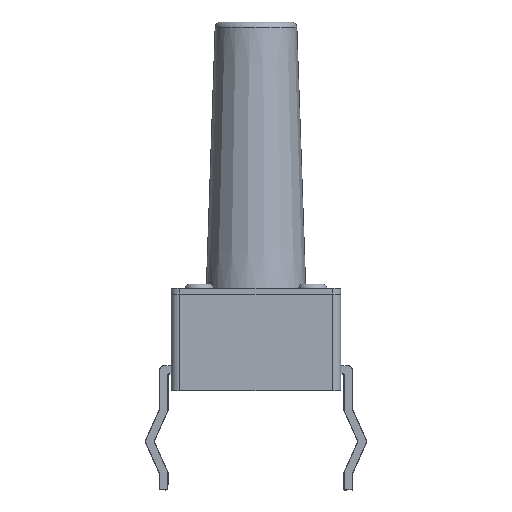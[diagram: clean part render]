
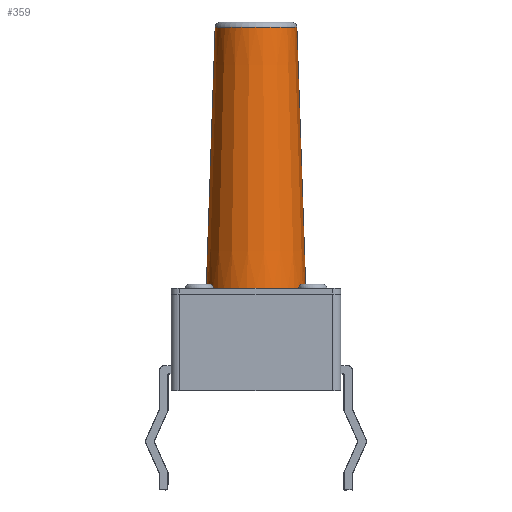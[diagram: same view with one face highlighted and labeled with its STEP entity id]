
A CAD part, front view. The second image highlights one B-rep face of the part: STEP entity #359.
In plain terms, the highlighted conical face has half-angle 1.95 degrees and reference radius 1.755 mm.
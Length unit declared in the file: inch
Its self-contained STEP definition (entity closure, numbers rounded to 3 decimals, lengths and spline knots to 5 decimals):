
#321 = CARTESIAN_POINT ( 'NONE',  ( -0.05675, 0., 0.5042 ) ) ;
#359 = ADVANCED_FACE ( 'NONE', ( #4837 ), #11458, .T. ) ;
#369 = CARTESIAN_POINT ( 'NONE',  ( 0.06909, 0., 0.14173 ) ) ;
#587 = VERTEX_POINT ( 'NONE', #4100 ) ;
#1179 = EDGE_CURVE ( 'NONE', #1529, #587, #10010, .T. ) ;
#1243 = VERTEX_POINT ( 'NONE', #10048 ) ;
#1529 = VERTEX_POINT ( 'NONE', #321 ) ;
#2451 = CARTESIAN_POINT ( 'NONE',  ( 0.06909, 0., 0.14173 ) ) ;
#2803 = AXIS2_PLACEMENT_3D ( 'NONE', #3827, #11068, #4899 ) ;
#3267 = EDGE_CURVE ( 'NONE', #1243, #1529, #6024, .T. ) ;
#3335 = EDGE_LOOP ( 'NONE', ( #5832, #3949, #6014, #9135 ) ) ;
#3827 = CARTESIAN_POINT ( 'NONE',  ( 0., 0., 0.14173 ) ) ;
#3949 = ORIENTED_EDGE ( 'NONE', *, *, #3267, .T. ) ;
#4100 = CARTESIAN_POINT ( 'NONE',  ( -0.06909, 0., 0.14173 ) ) ;
#4837 = FACE_OUTER_BOUND ( 'NONE', #3335, .T. ) ;
#4899 = DIRECTION ( 'NONE',  ( -1., 0., 0. ) ) ;
#5832 = ORIENTED_EDGE ( 'NONE', *, *, #13149, .F. ) ;
#6014 = ORIENTED_EDGE ( 'NONE', *, *, #1179, .T. ) ;
#6024 = CIRCLE ( 'NONE', #10166, 0.05675 ) ;
#6066 = CIRCLE ( 'NONE', #2803, 0.06909 ) ;
#7132 = VECTOR ( 'NONE', #8688, 39.37008 ) ;
#7139 = AXIS2_PLACEMENT_3D ( 'NONE', #8163, #8281, #7653 ) ;
#7653 = DIRECTION ( 'NONE',  ( -1., 0., 0. ) ) ;
#8163 = CARTESIAN_POINT ( 'NONE',  ( 0., 0., 0.14173 ) ) ;
#8281 = DIRECTION ( 'NONE',  ( 0., 0., -1. ) ) ;
#8688 = DIRECTION ( 'NONE',  ( 0.034, 0., -0.999 ) ) ;
#8726 = EDGE_CURVE ( 'NONE', #587, #9277, #6066, .T. ) ;
#9135 = ORIENTED_EDGE ( 'NONE', *, *, #8726, .T. ) ;
#9277 = VERTEX_POINT ( 'NONE', #369 ) ;
#9695 = VECTOR ( 'NONE', #11772, 39.37008 ) ;
#10010 = LINE ( 'NONE', #11031, #9695 ) ;
#10048 = CARTESIAN_POINT ( 'NONE',  ( 0.05675, 0., 0.5042 ) ) ;
#10166 = AXIS2_PLACEMENT_3D ( 'NONE', #10780, #10764, #10744 ) ;
#10744 = DIRECTION ( 'NONE',  ( -1., 0., 0. ) ) ;
#10764 = DIRECTION ( 'NONE',  ( 0., 0., -1. ) ) ;
#10780 = CARTESIAN_POINT ( 'NONE',  ( 0., 0., 0.5042 ) ) ;
#11031 = CARTESIAN_POINT ( 'NONE',  ( -0.06909, 0., 0.14173 ) ) ;
#11068 = DIRECTION ( 'NONE',  ( 0., 0., 1. ) ) ;
#11458 = CONICAL_SURFACE ( 'NONE', #7139, 0.06909, 0.034 ) ;
#11772 = DIRECTION ( 'NONE',  ( -0.034, 0., -0.999 ) ) ;
#12628 = LINE ( 'NONE', #2451, #7132 ) ;
#13149 = EDGE_CURVE ( 'NONE', #1243, #9277, #12628, .T. ) ;
